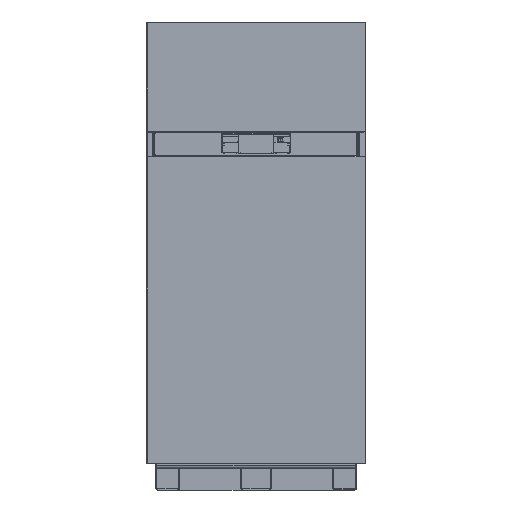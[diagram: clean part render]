
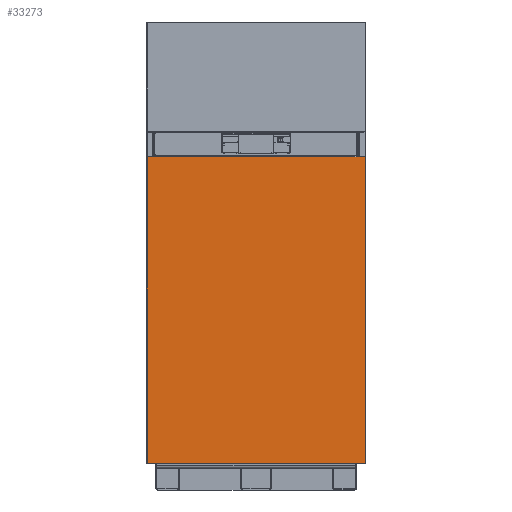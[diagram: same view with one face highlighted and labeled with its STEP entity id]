
A CAD part, front view. The second image highlights one B-rep face of the part: STEP entity #33273.
In plain terms, the highlighted planar face has unit normal (0, -1, 0).
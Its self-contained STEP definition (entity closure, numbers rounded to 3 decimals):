
#3325=FACE_OUTER_BOUND('',#4558,.T.);
#4558=EDGE_LOOP('',(#29359,#29360,#29361,#29362,#29363,#29364,#29365,#29366));
#8138=LINE('',#58411,#12062);
#8180=LINE('',#58595,#12104);
#8181=LINE('',#58597,#12105);
#8182=LINE('',#58599,#12106);
#8183=LINE('',#58601,#12107);
#8184=LINE('',#58602,#12108);
#8185=LINE('',#58604,#12109);
#8186=LINE('',#58605,#12110);
#12062=VECTOR('',#44619,0.039);
#12104=VECTOR('',#44763,0.039);
#12105=VECTOR('',#44764,0.039);
#12106=VECTOR('',#44765,0.039);
#12107=VECTOR('',#44766,0.039);
#12108=VECTOR('',#44767,0.039);
#12109=VECTOR('',#44768,0.039);
#12110=VECTOR('',#44769,0.039);
#16476=VERTEX_POINT('',#58406);
#16477=VERTEX_POINT('',#58410);
#16533=VERTEX_POINT('',#58593);
#16534=VERTEX_POINT('',#58594);
#16535=VERTEX_POINT('',#58596);
#16536=VERTEX_POINT('',#58598);
#16537=VERTEX_POINT('',#58600);
#16538=VERTEX_POINT('',#58603);
#21941=EDGE_CURVE('',#16477,#16476,#8138,.T.);
#22021=EDGE_CURVE('',#16533,#16534,#8180,.T.);
#22022=EDGE_CURVE('',#16533,#16535,#8181,.T.);
#22023=EDGE_CURVE('',#16536,#16535,#8182,.T.);
#22024=EDGE_CURVE('',#16537,#16536,#8183,.T.);
#22025=EDGE_CURVE('',#16477,#16537,#8184,.T.);
#22026=EDGE_CURVE('',#16538,#16476,#8185,.T.);
#22027=EDGE_CURVE('',#16534,#16538,#8186,.T.);
#29359=ORIENTED_EDGE('',*,*,#22021,.F.);
#29360=ORIENTED_EDGE('',*,*,#22022,.T.);
#29361=ORIENTED_EDGE('',*,*,#22023,.F.);
#29362=ORIENTED_EDGE('',*,*,#22024,.F.);
#29363=ORIENTED_EDGE('',*,*,#22025,.F.);
#29364=ORIENTED_EDGE('',*,*,#21941,.T.);
#29365=ORIENTED_EDGE('',*,*,#22026,.F.);
#29366=ORIENTED_EDGE('',*,*,#22027,.F.);
#30880=PLANE('',#36146);
#33273=ADVANCED_FACE('',(#3325),#30880,.T.);
#36146=AXIS2_PLACEMENT_3D('',#58592,#44761,#44762);
#44619=DIRECTION('',(0.,0.,-1.));
#44761=DIRECTION('center_axis',(0.,-1.,0.));
#44762=DIRECTION('ref_axis',(1.,0.,0.));
#44763=DIRECTION('',(-1.,0.,0.));
#44764=DIRECTION('',(0.,0.,1.));
#44765=DIRECTION('',(1.,0.,0.));
#44766=DIRECTION('',(1.,0.,0.));
#44767=DIRECTION('',(1.,0.,0.));
#44768=DIRECTION('',(-1.,0.,0.));
#44769=DIRECTION('',(-1.,0.,0.));
#58406=CARTESIAN_POINT('',(-19.528,-2.756,-4.646));
#58410=CARTESIAN_POINT('',(-19.528,-2.756,50.276));
#58411=CARTESIAN_POINT('',(-19.528,-2.756,50.315));
#58592=CARTESIAN_POINT('Origin',(19.567,-2.756,-4.685));
#58593=CARTESIAN_POINT('',(19.528,-2.756,-4.646));
#58594=CARTESIAN_POINT('',(19.527,-2.756,-4.646));
#58595=CARTESIAN_POINT('',(-19.528,-2.756,-4.646));
#58596=CARTESIAN_POINT('',(19.528,-2.756,50.276));
#58597=CARTESIAN_POINT('',(19.528,-2.756,-4.685));
#58598=CARTESIAN_POINT('',(19.527,-2.756,50.276));
#58599=CARTESIAN_POINT('',(19.528,-2.756,50.276));
#58600=CARTESIAN_POINT('',(-19.527,-2.756,50.276));
#58601=CARTESIAN_POINT('',(-19.527,-2.756,50.276));
#58602=CARTESIAN_POINT('',(19.528,-2.756,50.276));
#58603=CARTESIAN_POINT('',(-19.527,-2.756,-4.646));
#58604=CARTESIAN_POINT('',(-19.528,-2.756,-4.646));
#58605=CARTESIAN_POINT('',(19.527,-2.756,-4.646));
